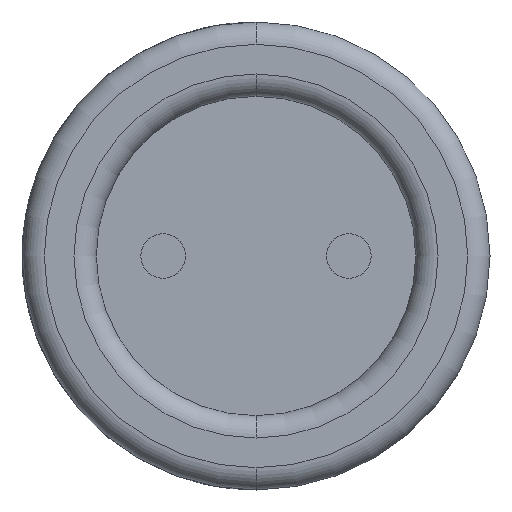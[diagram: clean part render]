
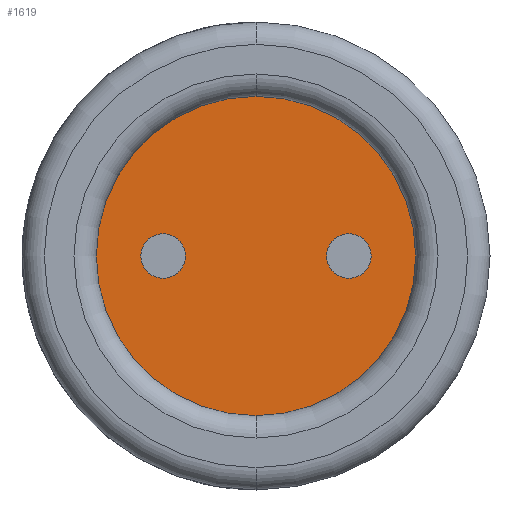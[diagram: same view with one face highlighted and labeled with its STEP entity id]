
A CAD part, front view. The second image highlights one B-rep face of the part: STEP entity #1619.
In plain terms, the highlighted planar face has unit normal (0, -1, 0).
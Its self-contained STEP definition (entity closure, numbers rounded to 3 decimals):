
#129 = DIRECTION ( 'NONE',  ( 0., 0., -1. ) ) ;
#135 = DIRECTION ( 'NONE',  ( 0., 0., -1. ) ) ;
#210 = DIRECTION ( 'NONE',  ( 0., -1., 0. ) ) ;
#304 = VERTEX_POINT ( 'NONE', #585 ) ;
#365 = EDGE_LOOP ( 'NONE', ( #946, #1281 ) ) ;
#396 = VERTEX_POINT ( 'NONE', #969 ) ;
#397 = PLANE ( 'NONE',  #1915 ) ;
#425 = FACE_OUTER_BOUND ( 'NONE', #365, .T. ) ;
#585 = CARTESIAN_POINT ( 'NONE',  ( 0., 0.3, -2.15 ) ) ;
#845 = AXIS2_PLACEMENT_3D ( 'NONE', #1255, #210, #1790 ) ;
#946 = ORIENTED_EDGE ( 'NONE', *, *, #1935, .T. ) ;
#969 = CARTESIAN_POINT ( 'NONE',  ( 0., 0.3, 2.15 ) ) ;
#974 = DIRECTION ( 'NONE',  ( 0., -1., 0. ) ) ;
#986 = CARTESIAN_POINT ( 'NONE',  ( 0., 0.3, 0. ) ) ;
#1255 = CARTESIAN_POINT ( 'NONE',  ( 0., 0.3, 0. ) ) ;
#1281 = ORIENTED_EDGE ( 'NONE', *, *, #1520, .T. ) ;
#1422 = AXIS2_PLACEMENT_3D ( 'NONE', #1692, #2031, #135 ) ;
#1520 = EDGE_CURVE ( 'NONE', #396, #304, #1650, .T. ) ;
#1619 = ADVANCED_FACE ( 'NONE', ( #425 ), #397, .T. ) ;
#1650 = CIRCLE ( 'NONE', #845, 2.15 ) ;
#1692 = CARTESIAN_POINT ( 'NONE',  ( 0., 0.3, 0. ) ) ;
#1790 = DIRECTION ( 'NONE',  ( 0., 0., -1. ) ) ;
#1846 = CIRCLE ( 'NONE', #1422, 2.15 ) ;
#1915 = AXIS2_PLACEMENT_3D ( 'NONE', #986, #974, #129 ) ;
#1935 = EDGE_CURVE ( 'NONE', #304, #396, #1846, .T. ) ;
#2031 = DIRECTION ( 'NONE',  ( 0., -1., 0. ) ) ;
